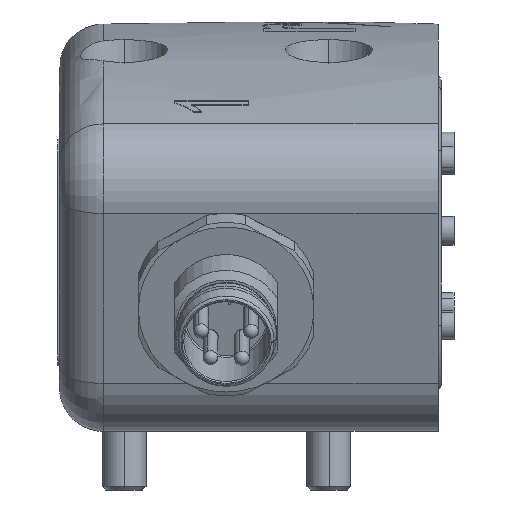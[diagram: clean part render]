
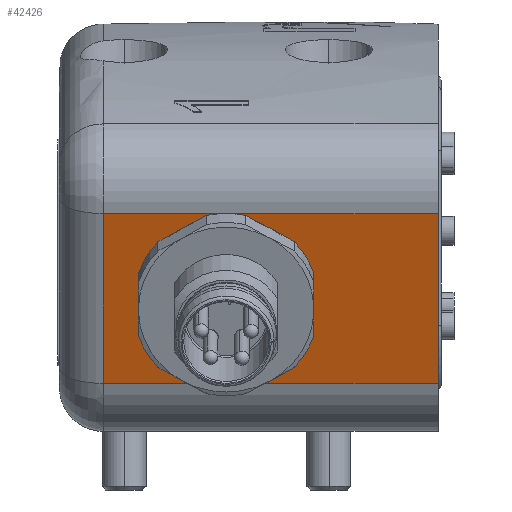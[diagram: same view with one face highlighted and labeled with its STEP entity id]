
A CAD part, left-side view. The second image highlights one B-rep face of the part: STEP entity #42426.
In plain terms, the highlighted planar face has unit normal (-0.94, 0, -0.342).
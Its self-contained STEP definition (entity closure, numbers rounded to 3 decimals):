
#107 = DIRECTION ( 'NONE',  ( 0.342, 0., -0.94 ) ) ;
#719 = CIRCLE ( 'NONE', #13211, 4.625 ) ;
#1103 = DIRECTION ( 'NONE',  ( 0.342, 0., -0.94 ) ) ;
#1143 = CARTESIAN_POINT ( 'NONE',  ( -26.197, -13., 3.29 ) ) ;
#1763 = FACE_OUTER_BOUND ( 'NONE', #25745, .T. ) ;
#3258 = DIRECTION ( 'NONE',  ( 0., 1., 0. ) ) ;
#3910 = LINE ( 'NONE', #8028, #19646 ) ;
#4067 = VERTEX_POINT ( 'NONE', #20023 ) ;
#4517 = EDGE_CURVE ( 'NONE', #25174, #13544, #3910, .T. ) ;
#5075 = EDGE_CURVE ( 'NONE', #10628, #25174, #28007, .T. ) ;
#8005 = VECTOR ( 'NONE', #3258, 1000. ) ;
#8028 = CARTESIAN_POINT ( 'NONE',  ( -26.197, 9.9, 3.29 ) ) ;
#8904 = CARTESIAN_POINT ( 'NONE',  ( -25., 46.612, 0. ) ) ;
#9116 = PLANE ( 'NONE',  #36177 ) ;
#9627 = CARTESIAN_POINT ( 'NONE',  ( -30.424, -13., 14.903 ) ) ;
#10628 = VERTEX_POINT ( 'NONE', #9627 ) ;
#10642 = CARTESIAN_POINT ( 'NONE',  ( -30.424, 46.612, 14.903 ) ) ;
#12606 = VECTOR ( 'NONE', #28076, 1000. ) ;
#13211 = AXIS2_PLACEMENT_3D ( 'NONE', #13478, #37726, #107 ) ;
#13478 = CARTESIAN_POINT ( 'NONE',  ( -28.283, 1.5, 9.021 ) ) ;
#13500 = ORIENTED_EDGE ( 'NONE', *, *, #4517, .T. ) ;
#13544 = VERTEX_POINT ( 'NONE', #40583 ) ;
#13700 = CARTESIAN_POINT ( 'NONE',  ( -25., -13., 0. ) ) ;
#18153 = DIRECTION ( 'NONE',  ( 0.342, 0., -0.94 ) ) ;
#18542 = ORIENTED_EDGE ( 'NONE', *, *, #36415, .T. ) ;
#19521 = EDGE_CURVE ( 'NONE', #41067, #4067, #719, .T. ) ;
#19646 = VECTOR ( 'NONE', #1103, 1000. ) ;
#19662 = DIRECTION ( 'NONE',  ( -0.342, 0., 0.94 ) ) ;
#20023 = CARTESIAN_POINT ( 'NONE',  ( -29.865, 1.5, 13.367 ) ) ;
#22160 = ORIENTED_EDGE ( 'NONE', *, *, #19521, .T. ) ;
#22866 = DIRECTION ( 'NONE',  ( -0.94, 0., -0.342 ) ) ;
#23952 = CARTESIAN_POINT ( 'NONE',  ( -26.197, -13., 3.29 ) ) ;
#25174 = VERTEX_POINT ( 'NONE', #36748 ) ;
#25615 = FACE_BOUND ( 'NONE', #31717, .T. ) ;
#25685 = DIRECTION ( 'NONE',  ( 0.94, 0., 0.342 ) ) ;
#25689 = LINE ( 'NONE', #1143, #43727 ) ;
#25745 = EDGE_LOOP ( 'NONE', ( #27892, #13500, #26017, #34165 ) ) ;
#26017 = ORIENTED_EDGE ( 'NONE', *, *, #27169, .T. ) ;
#27169 = EDGE_CURVE ( 'NONE', #13544, #31443, #25689, .T. ) ;
#27848 = AXIS2_PLACEMENT_3D ( 'NONE', #39644, #25685, #18153 ) ;
#27892 = ORIENTED_EDGE ( 'NONE', *, *, #5075, .T. ) ;
#28007 = LINE ( 'NONE', #10642, #8005 ) ;
#28076 = DIRECTION ( 'NONE',  ( 0.342, 0., -0.94 ) ) ;
#31443 = VERTEX_POINT ( 'NONE', #23952 ) ;
#31717 = EDGE_LOOP ( 'NONE', ( #18542, #22160 ) ) ;
#33222 = DIRECTION ( 'NONE',  ( 0., -1., 0. ) ) ;
#34165 = ORIENTED_EDGE ( 'NONE', *, *, #36770, .F. ) ;
#34465 = CIRCLE ( 'NONE', #27848, 4.625 ) ;
#36177 = AXIS2_PLACEMENT_3D ( 'NONE', #8904, #22866, #19662 ) ;
#36386 = CARTESIAN_POINT ( 'NONE',  ( -26.702, 1.5, 4.675 ) ) ;
#36415 = EDGE_CURVE ( 'NONE', #4067, #41067, #34465, .T. ) ;
#36748 = CARTESIAN_POINT ( 'NONE',  ( -30.424, 9.9, 14.903 ) ) ;
#36770 = EDGE_CURVE ( 'NONE', #10628, #31443, #44986, .T. ) ;
#37726 = DIRECTION ( 'NONE',  ( 0.94, 0., 0.342 ) ) ;
#39644 = CARTESIAN_POINT ( 'NONE',  ( -28.283, 1.5, 9.021 ) ) ;
#40583 = CARTESIAN_POINT ( 'NONE',  ( -26.197, 9.9, 3.29 ) ) ;
#41067 = VERTEX_POINT ( 'NONE', #36386 ) ;
#42426 = ADVANCED_FACE ( 'NONE', ( #25615, #1763 ), #9116, .T. ) ;
#43727 = VECTOR ( 'NONE', #33222, 1000. ) ;
#44986 = LINE ( 'NONE', #13700, #12606 ) ;
